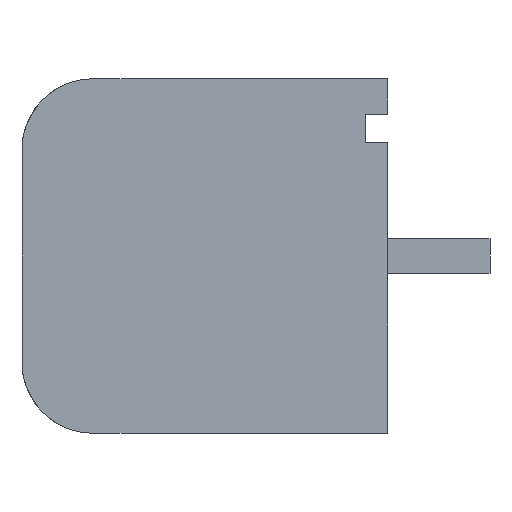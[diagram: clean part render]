
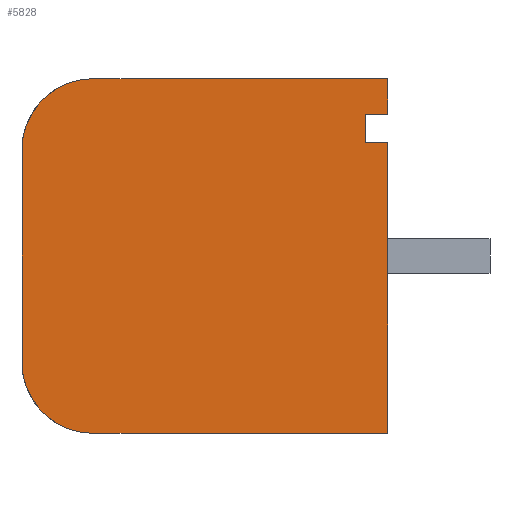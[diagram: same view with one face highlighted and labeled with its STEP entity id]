
A CAD part, left-side view. The second image highlights one B-rep face of the part: STEP entity #5828.
In plain terms, the highlighted planar face has unit normal (-1, 0, 0).
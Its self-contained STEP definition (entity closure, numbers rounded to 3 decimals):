
#48 = CARTESIAN_POINT ( 'NONE',  ( -15.062, -4.763, -3.175 ) ) ;
#115 = CARTESIAN_POINT ( 'NONE',  ( -15.062, 4.763, 0. ) ) ;
#161 = VECTOR ( 'NONE', #2020, 1000. ) ;
#795 = VERTEX_POINT ( 'NONE', #2818 ) ;
#936 = VERTEX_POINT ( 'NONE', #115 ) ;
#1055 = CARTESIAN_POINT ( 'NONE',  ( -15.062, 0., 0. ) ) ;
#1299 = EDGE_CURVE ( 'NONE', #936, #795, #9103, .T. ) ;
#1474 = LINE ( 'NONE', #7455, #3985 ) ;
#1596 = CARTESIAN_POINT ( 'NONE',  ( -15.062, -7.938, -16.383 ) ) ;
#1598 = CARTESIAN_POINT ( 'NONE',  ( -15.062, 4.763, -3.175 ) ) ;
#2020 = DIRECTION ( 'NONE',  ( 0., 0., -1. ) ) ;
#2188 = DIRECTION ( 'NONE',  ( 0., 0., -1. ) ) ;
#2231 = VERTEX_POINT ( 'NONE', #11907 ) ;
#2311 = CARTESIAN_POINT ( 'NONE',  ( -15.062, -6.35, -16.383 ) ) ;
#2312 = LINE ( 'NONE', #6369, #3317 ) ;
#2320 = AXIS2_PLACEMENT_3D ( 'NONE', #1055, #7663, #2188 ) ;
#2617 = DIRECTION ( 'NONE',  ( 0., -1., 0. ) ) ;
#2669 = LINE ( 'NONE', #1596, #6060 ) ;
#2708 = DIRECTION ( 'NONE',  ( 0., 1., 0. ) ) ;
#2788 = DIRECTION ( 'NONE',  ( 0., 0., -1. ) ) ;
#2818 = CARTESIAN_POINT ( 'NONE',  ( -15.062, -4.763, 0. ) ) ;
#2826 = ORIENTED_EDGE ( 'NONE', *, *, #7443, .F. ) ;
#2874 = VERTEX_POINT ( 'NONE', #8196 ) ;
#2911 = EDGE_CURVE ( 'NONE', #7410, #7269, #11943, .T. ) ;
#2954 = ORIENTED_EDGE ( 'NONE', *, *, #5717, .F. ) ;
#3317 = VECTOR ( 'NONE', #4565, 1000. ) ;
#3441 = VERTEX_POINT ( 'NONE', #5928 ) ;
#3562 = EDGE_CURVE ( 'NONE', #2874, #3441, #8318, .T. ) ;
#3745 = VERTEX_POINT ( 'NONE', #7277 ) ;
#3926 = ORIENTED_EDGE ( 'NONE', *, *, #10158, .F. ) ;
#3985 = VECTOR ( 'NONE', #9375, 1000. ) ;
#4157 = ORIENTED_EDGE ( 'NONE', *, *, #7128, .F. ) ;
#4176 = CIRCLE ( 'NONE', #9711, 3.175 ) ;
#4565 = DIRECTION ( 'NONE',  ( 0., 0., 1. ) ) ;
#4867 = PLANE ( 'NONE',  #2320 ) ;
#5242 = ORIENTED_EDGE ( 'NONE', *, *, #1299, .F. ) ;
#5577 = VECTOR ( 'NONE', #2617, 1000. ) ;
#5717 = EDGE_CURVE ( 'NONE', #795, #7410, #4176, .T. ) ;
#5748 = CARTESIAN_POINT ( 'NONE',  ( -15.062, -5.08, 0. ) ) ;
#5828 = ADVANCED_FACE ( 'NONE', ( #10065 ), #4867, .F. ) ;
#5928 = CARTESIAN_POINT ( 'NONE',  ( -15.062, -5.08, -15.367 ) ) ;
#6060 = VECTOR ( 'NONE', #2708, 1000. ) ;
#6133 = DIRECTION ( 'NONE',  ( 0., 1., 0. ) ) ;
#6345 = LINE ( 'NONE', #5748, #161 ) ;
#6369 = CARTESIAN_POINT ( 'NONE',  ( -15.062, -6.35, 0. ) ) ;
#6415 = ORIENTED_EDGE ( 'NONE', *, *, #8220, .F. ) ;
#6623 = DIRECTION ( 'NONE',  ( 0., 0., -1. ) ) ;
#7083 = DIRECTION ( 'NONE',  ( 0., 0., 1. ) ) ;
#7128 = EDGE_CURVE ( 'NONE', #3745, #2231, #1474, .T. ) ;
#7269 = VERTEX_POINT ( 'NONE', #8638 ) ;
#7277 = CARTESIAN_POINT ( 'NONE',  ( -15.062, -5.08, -16.383 ) ) ;
#7410 = VERTEX_POINT ( 'NONE', #8834 ) ;
#7443 = EDGE_CURVE ( 'NONE', #2231, #7583, #9997, .T. ) ;
#7455 = CARTESIAN_POINT ( 'NONE',  ( -15.062, -5.08, -16.383 ) ) ;
#7458 = ORIENTED_EDGE ( 'NONE', *, *, #2911, .F. ) ;
#7583 = VERTEX_POINT ( 'NONE', #12086 ) ;
#7626 = DIRECTION ( 'NONE',  ( 1., 0., 0. ) ) ;
#7663 = DIRECTION ( 'NONE',  ( 1., 0., 0. ) ) ;
#8059 = CARTESIAN_POINT ( 'NONE',  ( -15.062, 0., 0. ) ) ;
#8066 = VERTEX_POINT ( 'NONE', #2311 ) ;
#8111 = CARTESIAN_POINT ( 'NONE',  ( -15.062, 7.938, -16.383 ) ) ;
#8196 = CARTESIAN_POINT ( 'NONE',  ( -15.062, -6.35, -15.367 ) ) ;
#8197 = EDGE_CURVE ( 'NONE', #8066, #2874, #2312, .T. ) ;
#8220 = EDGE_CURVE ( 'NONE', #7583, #936, #12155, .T. ) ;
#8236 = DIRECTION ( 'NONE',  ( 0., 0., -1. ) ) ;
#8318 = LINE ( 'NONE', #9746, #8900 ) ;
#8499 = CARTESIAN_POINT ( 'NONE',  ( -15.062, -7.938, 0. ) ) ;
#8638 = CARTESIAN_POINT ( 'NONE',  ( -15.062, -7.938, -16.383 ) ) ;
#8834 = CARTESIAN_POINT ( 'NONE',  ( -15.062, -7.938, -3.175 ) ) ;
#8900 = VECTOR ( 'NONE', #6133, 1000. ) ;
#9103 = LINE ( 'NONE', #8059, #5577 ) ;
#9375 = DIRECTION ( 'NONE',  ( 0., 1., 0. ) ) ;
#9496 = VECTOR ( 'NONE', #2788, 1000. ) ;
#9711 = AXIS2_PLACEMENT_3D ( 'NONE', #48, #7626, #6623 ) ;
#9746 = CARTESIAN_POINT ( 'NONE',  ( -15.062, 0., -15.367 ) ) ;
#9997 = LINE ( 'NONE', #8111, #12062 ) ;
#10065 = FACE_OUTER_BOUND ( 'NONE', #11279, .T. ) ;
#10158 = EDGE_CURVE ( 'NONE', #7269, #8066, #2669, .T. ) ;
#10226 = ORIENTED_EDGE ( 'NONE', *, *, #10351, .F. ) ;
#10351 = EDGE_CURVE ( 'NONE', #3441, #3745, #6345, .T. ) ;
#10553 = ORIENTED_EDGE ( 'NONE', *, *, #3562, .F. ) ;
#11052 = DIRECTION ( 'NONE',  ( 1., 0., 0. ) ) ;
#11279 = EDGE_LOOP ( 'NONE', ( #4157, #10226, #10553, #11726, #3926, #7458, #2954, #5242, #6415, #2826 ) ) ;
#11655 = AXIS2_PLACEMENT_3D ( 'NONE', #1598, #11052, #8236 ) ;
#11726 = ORIENTED_EDGE ( 'NONE', *, *, #8197, .F. ) ;
#11907 = CARTESIAN_POINT ( 'NONE',  ( -15.062, 7.938, -16.383 ) ) ;
#11943 = LINE ( 'NONE', #8499, #9496 ) ;
#12062 = VECTOR ( 'NONE', #7083, 1000. ) ;
#12086 = CARTESIAN_POINT ( 'NONE',  ( -15.062, 7.938, -3.175 ) ) ;
#12155 = CIRCLE ( 'NONE', #11655, 3.175 ) ;
